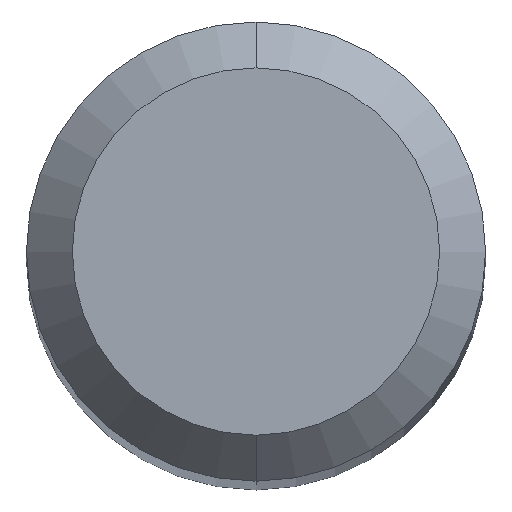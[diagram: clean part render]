
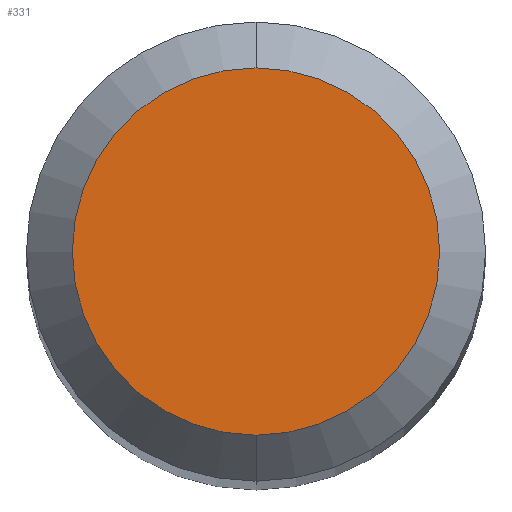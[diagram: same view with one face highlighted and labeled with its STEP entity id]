
A CAD part, top view. The second image highlights one B-rep face of the part: STEP entity #331.
In plain terms, the highlighted planar face has unit normal (0, 0, 1).
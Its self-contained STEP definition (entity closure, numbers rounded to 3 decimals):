
#263=EDGE_CURVE('',#419,#425,#575,.T.);
#331=ADVANCED_FACE('',(#650),#651,.T.);
#381=EDGE_CURVE('',#425,#419,#704,.T.);
#419=VERTEX_POINT('',#748);
#425=VERTEX_POINT('',#754);
#575=CIRCLE('',#996,1.2);
#650=FACE_OUTER_BOUND('',#1166,.T.);
#651=PLANE('',#1167);
#704=CIRCLE('',#1289,1.2);
#748=CARTESIAN_POINT('',(0.,-1.2,0.0));
#754=CARTESIAN_POINT('',(0.0,1.2,0.0));
#996=AXIS2_PLACEMENT_3D('',#1522,#1523,#1524);
#1166=EDGE_LOOP('',(#1618,#1619));
#1167=AXIS2_PLACEMENT_3D('',#1620,#1621,#1622);
#1289=AXIS2_PLACEMENT_3D('',#1666,#1667,#1668);
#1522=CARTESIAN_POINT('',(0.0,0.0,0.0));
#1523=DIRECTION('',(0.0,0.0,-1.0));
#1524=DIRECTION('',(0.0,1.0,0.0));
#1618=ORIENTED_EDGE('',*,*,#381,.F.);
#1619=ORIENTED_EDGE('',*,*,#263,.F.);
#1620=CARTESIAN_POINT('',(0.0,0.6,0.0));
#1621=DIRECTION('',(-0.0,0.0,1.0));
#1622=DIRECTION('',(0.0,-1.0,0.0));
#1666=CARTESIAN_POINT('',(0.0,0.0,0.0));
#1667=DIRECTION('',(0.0,0.0,-1.0));
#1668=DIRECTION('',(0.0,1.0,0.0));
